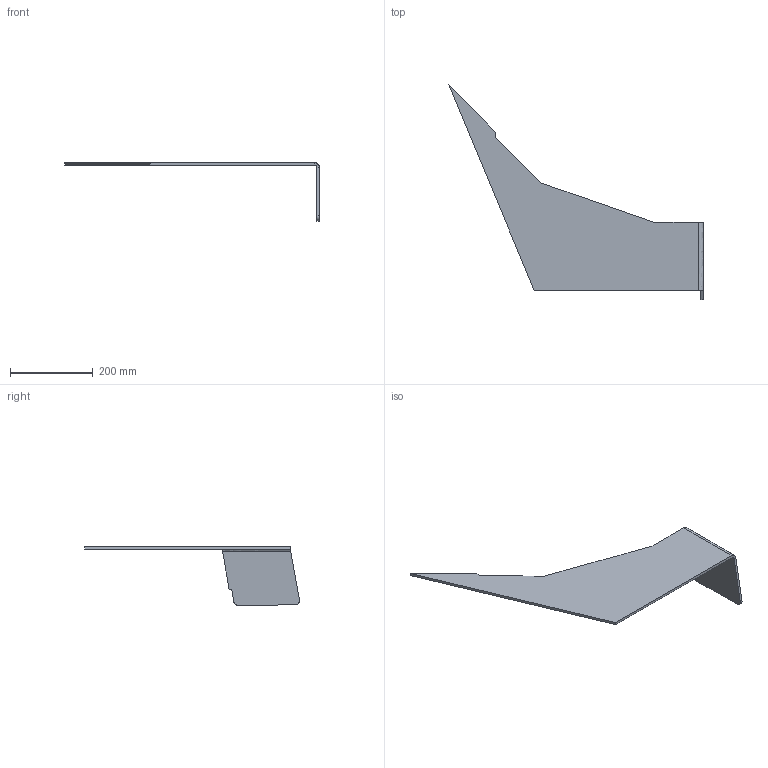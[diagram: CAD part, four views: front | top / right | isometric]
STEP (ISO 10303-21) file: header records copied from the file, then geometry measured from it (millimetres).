
FILE_DESCRIPTION (( 'STEP AP203' ), '1' );
FILE_NAME ('M5 - erp33360_AynalamaÖZBEKÝSTAN kilit krosu bayrak.IGS_Default_sldprt.STEP', '2023-01-17T08:11:42', ( '' ), ( '' ), 'SwSTEP 2.0', 'SolidWorks 2019', '' );
FILE_SCHEMA (( 'CONFIG_CONTROL_DESIGN' ));
Length unit declared in the file: millimetre
Products named in the file (1): M5 - erp33360_AynalamaÖZBEKÝSTAN kilit krosu bayrak.IGS_Default_sldprt
Bounding box: 617.16 x 521.05 x 142.71 mm (x, y, z)
Volume: 797071.3 mm3; surface area: 278102.8 mm2
Topology: 1 solids, 1 shells, 23 faces, 55 edges, 34 vertices
Faces by surface type: bspline 23
Entity records: 1082 total; most frequent: CARTESIAN_POINT 659, ORIENTED_EDGE 110, EDGE_CURVE 55, B_SPLINE_CURVE_WITH_KNOTS 53, VERTEX_POINT 34, EDGE_LOOP 23, ADVANCED_FACE 23, FACE_OUTER_BOUND 23
